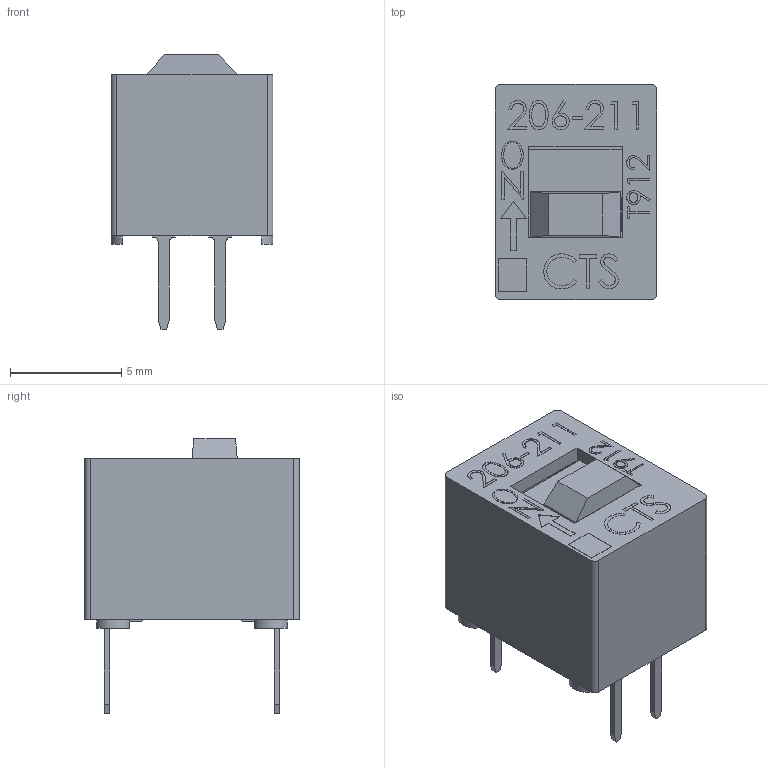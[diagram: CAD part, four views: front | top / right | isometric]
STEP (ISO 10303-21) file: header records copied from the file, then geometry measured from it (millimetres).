
FILE_DESCRIPTION (( 'STEP AP214' ), '1' );
FILE_NAME ('206-211.STEP', '2019-05-23T03:53:44', ( '' ), ( '' ), 'SwSTEP 2.0', 'SolidWorks 2019', '' );
FILE_SCHEMA (( 'AUTOMOTIVE_DESIGN' ));
Length unit declared in the file: millimetre
Products named in the file (4): 206-56-004-35-01; 206-93&94-2pole; 206-211; 206-40-042(for 206-211)
Assembly tree (3 placements, depth 2):
  206-211
    206-40-042(for 206-211)
    206-93&94-2pole
    206-56-004-35-01
Bounding box: 7.26 x 9.65 x 12.32 mm (x, y, z)
Volume: 350.3 mm3; surface area: 918.8 mm2
Topology: 3 solids, 3 shells, 416 faces, 1121 edges, 744 vertices
Faces by surface type: plane 299, bspline 81, cylinder 36
Entity records: 17703 total; most frequent: CARTESIAN_POINT 7096, ORIENTED_EDGE 2242, DIRECTION 1715, EDGE_CURVE 1121, VECTOR 885, LINE 885, VERTEX_POINT 744, EDGE_LOOP 451
